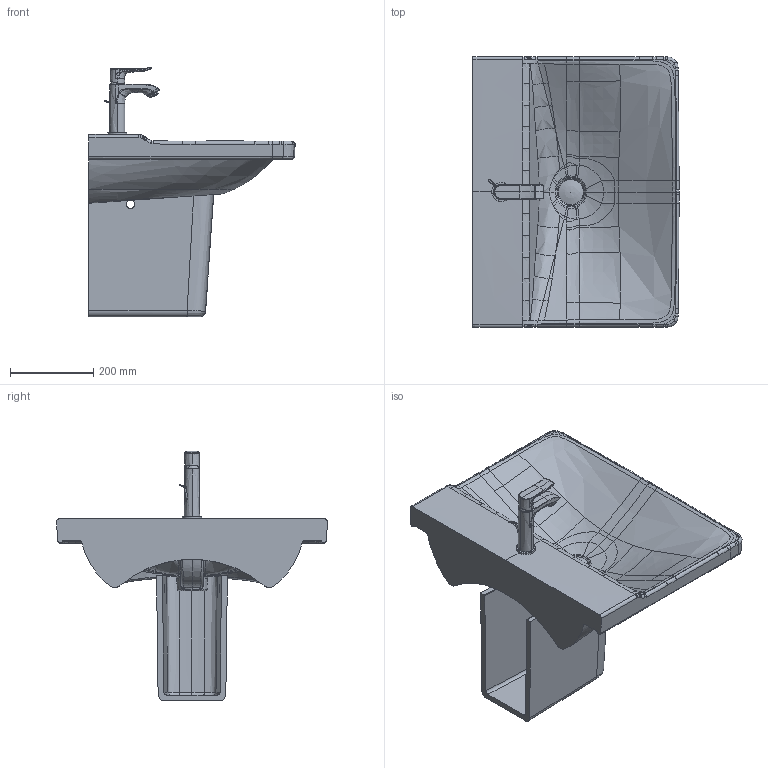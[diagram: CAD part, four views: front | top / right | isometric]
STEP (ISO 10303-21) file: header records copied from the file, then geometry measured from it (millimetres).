
FILE_DESCRIPTION((''),'2;1');
FILE_NAME('233265_085837.stp','2015-11-10T16:16:19',('Administrator'),(''),'Autodesk Inventor 2011','Autodesk Inventor 2011','');
FILE_SCHEMA(('CONFIG_CONTROL_DESIGN'));
Length unit declared in the file: millimetre
Products named in the file (15): 233265_085837; 233265; 085837; WT-Armatur HANSGROHE METRIS; Gehäuse; Rosette Citerio; Griff_HWB_Metris; Griffstopfen; Zugstange Griff; Rosette Talis; Neoperl Strahler; Strahlreglerhuelse; Strahler; Kelch; Stopfen
Assembly tree (14 placements, depth 4):
  233265_085837
    233265
    085837
    WT-Armatur HANSGROHE METRIS
      Gehäuse
      Rosette Citerio
      Griff_HWB_Metris
      Griffstopfen
      Zugstange Griff
      Rosette Talis
      Neoperl Strahler
        Strahlreglerhuelse
        Strahler
    Kelch
    Stopfen
Bounding box: 494.89 x 649.77 x 599.28 mm (x, y, z)
Volume: 17211938.2 mm3; surface area: 1533492.1 mm2
Topology: 12 solids, 12 shells, 1635 faces, 4534 edges, 2920 vertices
Faces by surface type: bspline 680, plane 509, cylinder 341, cone 49, torus 48, sphere 8
Full cylindrical faces by diameter (mm): 4 x1, 5 x1, 5.2 x1, 5.325 x1, 5.4 x1, 8.875 x1, 12.35 x1, 15.75 x1, 16 x1, 17.5 x1, 17.7 x1, 19.97 x1, 20 x2, 20.1 x1, 20.88 x1, 21 x1, 22.5 x2, 24 x2, 25 x2, 31.3 x1, 35 x1, 42 x1, 44 x1, 46 x1, 47 x1, 60 x1
Entity records: 138083 total; most frequent: CARTESIAN_POINT 99392, ORIENTED_EDGE 8892, DIRECTION 5799, EDGE_CURVE 4446, VERTEX_POINT 2897, AXIS2_PLACEMENT_3D 2282, B_SPLINE_CURVE_WITH_KNOTS 1855, EDGE_LOOP 1724
